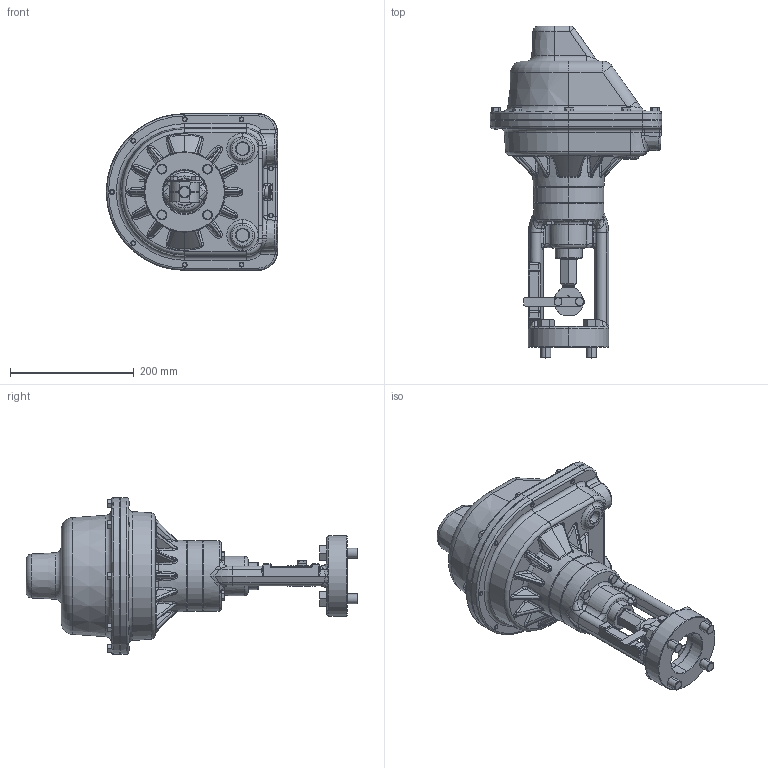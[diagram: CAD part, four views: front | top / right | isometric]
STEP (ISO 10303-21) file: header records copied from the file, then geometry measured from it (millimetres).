
FILE_DESCRIPTION (( 'STEP AP214' ), '1' );
FILE_NAME ('ZAC.STEP', '2024-07-09T19:49:57', ( '' ), ( '' ), 'SwSTEP 2.0', 'SolidWorks 2019', '' );
FILE_SCHEMA (( 'AUTOMOTIVE_DESIGN' ));
Length unit declared in the file: inch
Products named in the file (1): ZAC
Bounding box: 277.61 x 536.99 x 253.79 mm (x, y, z)
Volume: 8571096 mm3; surface area: 387116.1 mm2
Topology: 1 solids, 1 shells, 2702 faces, 7892 edges, 5449 vertices
Faces by surface type: plane 1285, bspline 632, cylinder 377, cone 227, torus 139, sphere 42
Entity records: 160466 total; most frequent: CARTESIAN_POINT 69198, ORIENTED_EDGE 15690, DIRECTION 10805, EDGE_CURVE 7845, VERTEX_POINT 5449, VECTOR 3917, LINE 3917, AXIS2_PLACEMENT_3D 3444
